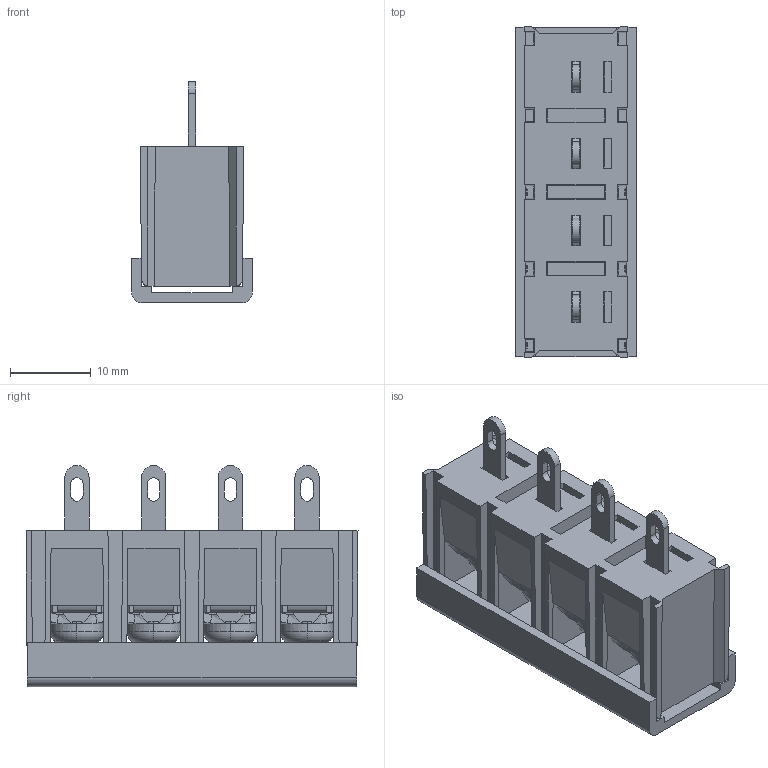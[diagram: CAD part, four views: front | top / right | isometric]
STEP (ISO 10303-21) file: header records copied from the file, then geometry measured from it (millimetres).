
FILE_DESCRIPTION((''),'2;1');
FILE_NAME('PRT0010','2022-02-11T',('Administrator'),(''),'PRO/ENGINEER BY PARAMETRIC TECHNOLOGY CORPORATION, 2010280','PRO/ENGINEER BY PARAMETRIC TECHNOLOGY CORPORATION, 2010280','');
FILE_SCHEMA(('CONFIG_CONTROL_DESIGN'));
Products named in the file (1): PRT0010
Bounding box: 15 x 41.12 x 27.4 mm (x, y, z)
Volume: 5575.2 mm3; surface area: 9979.6 mm2
Topology: 1 solids, 1 shells, 1190 faces, 3483 edges, 2204 vertices
Faces by surface type: plane 815, cylinder 188, bspline 144, torus 43
Entity records: 57359 total; most frequent: CARTESIAN_POINT 27063, ORIENTED_EDGE 6934, DIRECTION 5330, EDGE_CURVE 3467, VECTOR 2506, LINE 2506, VERTEX_POINT 2204, AXIS2_PLACEMENT_3D 1412
